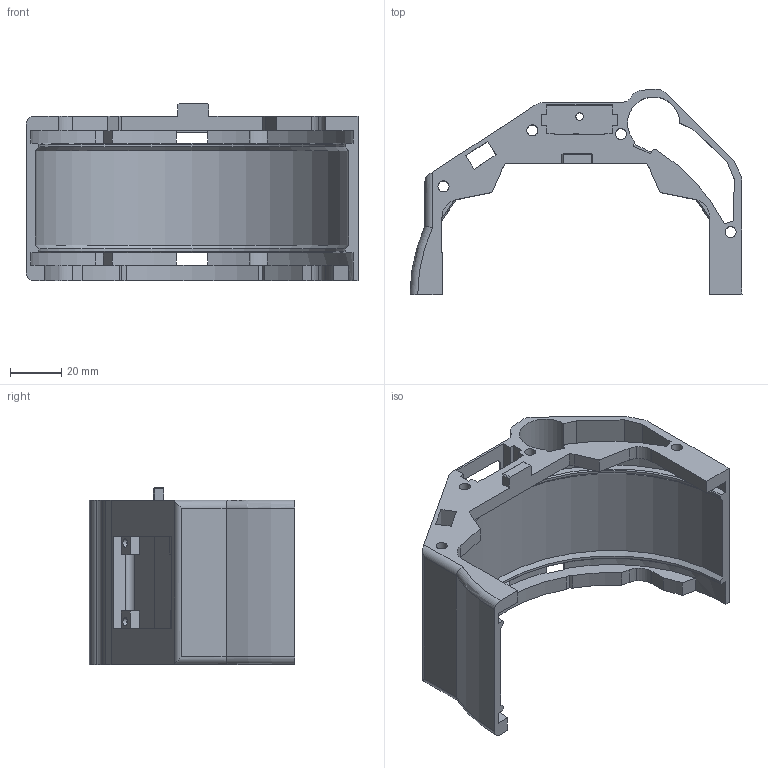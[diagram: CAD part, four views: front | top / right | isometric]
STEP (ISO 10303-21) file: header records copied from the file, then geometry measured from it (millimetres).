
FILE_DESCRIPTION(/* description */ (''),/* implementation_level */ '2;1');
FILE_NAME(/* name */ 'separator_top_mid.stp',/* time_stamp */ '2024-06-29T23:11:18-07:00',/* author */ ('aaron'),/* organization */ (''),/* preprocessor_version */ 'ST-DEVELOPER v19.2',/* originating_system */ 'Autodesk Inventor 2023',/* authorisation */ '');
FILE_SCHEMA (('AUTOMOTIVE_DESIGN { 1 0 10303 214 3 1 1 }'));
Length unit declared in the file: millimetre
Products named in the file (1): separator_top_mid
Bounding box: 129 x 79.92 x 68.8 mm (x, y, z)
Volume: 82181.5 mm3; surface area: 53212.6 mm2
Topology: 2 solids, 2 shells, 167 faces, 518 edges, 344 vertices
Faces by surface type: plane 105, cylinder 56, cone 4, torus 2
Full cylindrical faces by diameter (mm): 3 x1, 3.25 x4, 4.3 x4
Entity records: 6186 total; most frequent: CARTESIAN_POINT 1366, ORIENTED_EDGE 1036, DIRECTION 949, EDGE_CURVE 518, LINE 391, VECTOR 391, VERTEX_POINT 342, AXIS2_PLACEMENT_3D 279
